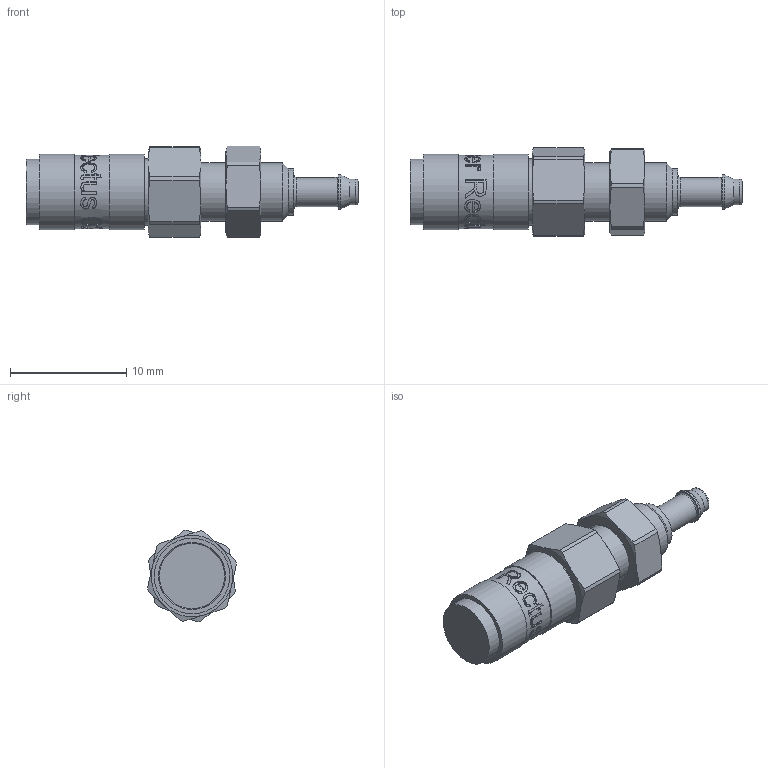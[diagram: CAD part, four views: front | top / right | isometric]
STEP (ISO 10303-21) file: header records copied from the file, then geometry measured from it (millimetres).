
FILE_DESCRIPTION((''),'2;1');
FILE_NAME('02kats02mpx.stp','2013-10-01T14:18:07',('IA176480'),(''),'Autodesk Inventor 2013','Autodesk Inventor 2013','');
FILE_SCHEMA(('AUTOMOTIVE_DESIGN { 1 0 10303 214 1 1 1 1 }'));
Length unit declared in the file: millimetre
Products named in the file (1): D107887
Bounding box: 28.5 x 7.63 x 7.86 mm (x, y, z)
Volume: 709.9 mm3; surface area: 1051.3 mm2
Topology: 2 solids, 4 shells, 305 faces, 778 edges, 508 vertices
Faces by surface type: bspline 110, plane 97, cylinder 55, cone 39, torus 4
Full cylindrical faces by diameter (mm): 2.2 x1, 2.5 x1, 2.95 x1, 3.824 x1, 4 x1, 4.25 x1, 4.4 x1, 4.5 x1, 5 x3, 5.15 x2, 5.6 x1, 5.7 x1, 5.75 x1, 5.8 x1, 6.3 x1, 6.5 x2
Entity records: 36999 total; most frequent: CARTESIAN_POINT 30481, ORIENTED_EDGE 1446, DIRECTION 913, EDGE_CURVE 723, VERTEX_POINT 493, EDGE_LOOP 378, AXIS2_PLACEMENT_3D 340, FACE_OUTER_BOUND 305
